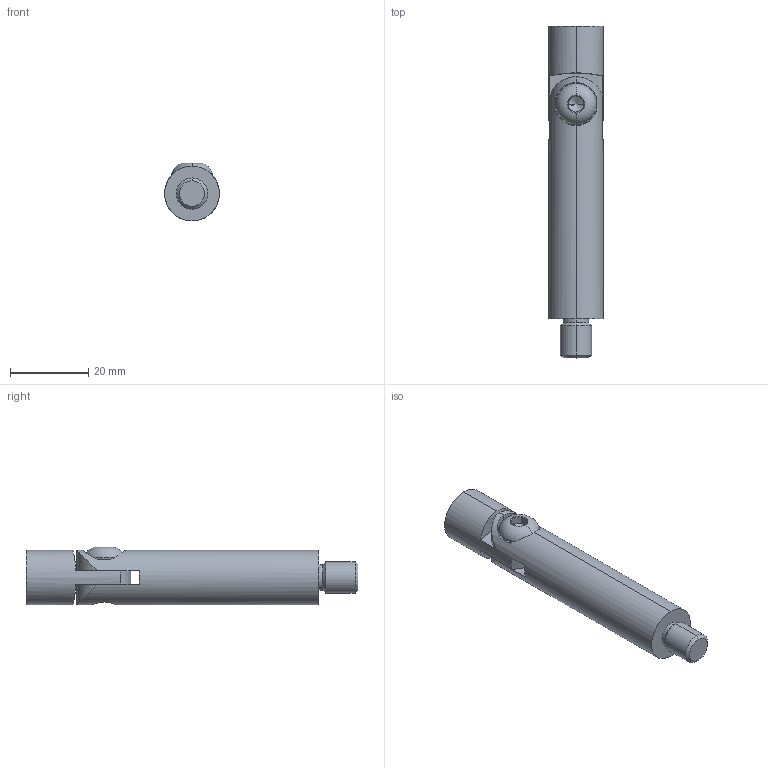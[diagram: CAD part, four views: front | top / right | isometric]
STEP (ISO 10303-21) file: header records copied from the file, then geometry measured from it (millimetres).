
FILE_DESCRIPTION (( 'STEP AP203' ), '1' );
FILE_NAME ('A_0812-068-S1.STEP', '2022-12-15T10:17:21', ( '' ), ( '' ), 'SwSTEP 2.0', 'SolidWorks 2019', '' );
FILE_SCHEMA (( 'CONFIG_CONTROL_DESIGN' ));
Length unit declared in the file: millimetre
Products named in the file (4): A_0812-068-S1.P2; A_0812-068-S1.P1; A_0812-068-S1; skrutka DIN 7380_M6x10_A2-70
Assembly tree (3 placements, depth 2):
  A_0812-068-S1
    A_0812-068-S1.P1
    A_0812-068-S1.P2
    skrutka DIN 7380_M6x10_A2-70
Bounding box: 14 x 85 x 14.79 mm (x, y, z)
Volume: 11415 mm3; surface area: 5492.8 mm2
Topology: 3 solids, 3 shells, 74 faces, 175 edges, 105 vertices
Faces by surface type: cylinder 26, plane 23, cone 19, torus 6
Entity records: 2756 total; most frequent: CARTESIAN_POINT 669, DIRECTION 368, ORIENTED_EDGE 342, EDGE_CURVE 171, AXIS2_PLACEMENT_3D 152, VERTEX_POINT 105, EDGE_LOOP 82, FACE_OUTER_BOUND 74
